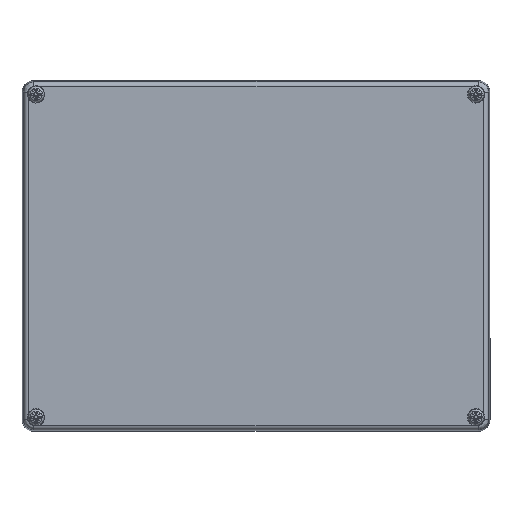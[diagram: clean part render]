
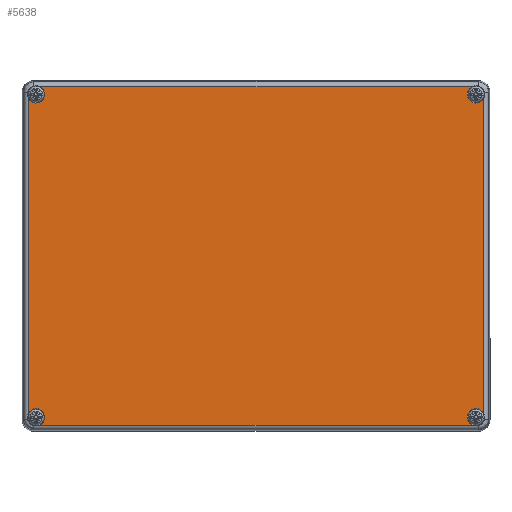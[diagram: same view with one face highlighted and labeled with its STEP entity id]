
A CAD part, top view. The second image highlights one B-rep face of the part: STEP entity #5638.
In plain terms, the highlighted planar face has unit normal (0, 0, 1).
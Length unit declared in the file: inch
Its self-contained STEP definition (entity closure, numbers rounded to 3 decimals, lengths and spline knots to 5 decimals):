
#883 = PLANE ( 'NONE',  #26947 ) ;
#2598 = CARTESIAN_POINT ( 'NONE',  ( 3.83214, -2.65356, 1.5748 ) ) ;
#5638 = ADVANCED_FACE ( 'NONE', ( #6308 ), #883, .F. ) ;
#6308 = FACE_OUTER_BOUND ( 'NONE', #33603, .T. ) ;
#7454 = AXIS2_PLACEMENT_3D ( 'NONE', #25396, #11870, #58647 ) ;
#8374 = VECTOR ( 'NONE', #42552, 39.37008 ) ;
#8439 = CARTESIAN_POINT ( 'NONE',  ( -3.83214, 0., 1.5748 ) ) ;
#9453 = CARTESIAN_POINT ( 'NONE',  ( 0., 2.84789, 1.5748 ) ) ;
#9592 = EDGE_CURVE ( 'NONE', #27355, #57909, #45483, .T. ) ;
#10237 = ORIENTED_EDGE ( 'NONE', *, *, #15111, .F. ) ;
#10335 = VECTOR ( 'NONE', #58933, 39.37008 ) ;
#10533 = DIRECTION ( 'NONE',  ( -1., 0., 0. ) ) ;
#10737 = CARTESIAN_POINT ( 'NONE',  ( -3.70079, 2.71654, 1.5748 ) ) ;
#11870 = DIRECTION ( 'NONE',  ( 0., 0., 1. ) ) ;
#12087 = CARTESIAN_POINT ( 'NONE',  ( -3.63781, -2.84789, 1.5748 ) ) ;
#12293 = VERTEX_POINT ( 'NONE', #24357 ) ;
#12970 = VERTEX_POINT ( 'NONE', #33633 ) ;
#13264 = CARTESIAN_POINT ( 'NONE',  ( -3.70079, -2.71654, 1.5748 ) ) ;
#15111 = EDGE_CURVE ( 'NONE', #23758, #21986, #34461, .T. ) ;
#15618 = DIRECTION ( 'NONE',  ( 0., 0., -1. ) ) ;
#16036 = EDGE_CURVE ( 'NONE', #12293, #12970, #18039, .T. ) ;
#17879 = DIRECTION ( 'NONE',  ( 0., 0., 1. ) ) ;
#18039 = CIRCLE ( 'NONE', #49717, 0.14567 ) ;
#18412 = CIRCLE ( 'NONE', #33247, 0.14567 ) ;
#18625 = ORIENTED_EDGE ( 'NONE', *, *, #23501, .F. ) ;
#19430 = DIRECTION ( 'NONE',  ( -1., 0., 0. ) ) ;
#19985 = CARTESIAN_POINT ( 'NONE',  ( -3.63781, 2.84789, 1.5748 ) ) ;
#20624 = CARTESIAN_POINT ( 'NONE',  ( 0., 0., 1.5748 ) ) ;
#20775 = AXIS2_PLACEMENT_3D ( 'NONE', #10737, #49013, #10533 ) ;
#21986 = VERTEX_POINT ( 'NONE', #24335 ) ;
#23055 = ORIENTED_EDGE ( 'NONE', *, *, #16036, .F. ) ;
#23501 = EDGE_CURVE ( 'NONE', #57909, #12293, #56705, .T. ) ;
#23758 = VERTEX_POINT ( 'NONE', #2598 ) ;
#24335 = CARTESIAN_POINT ( 'NONE',  ( 3.63781, -2.84789, 1.5748 ) ) ;
#24357 = CARTESIAN_POINT ( 'NONE',  ( 3.63781, 2.84789, 1.5748 ) ) ;
#25225 = VERTEX_POINT ( 'NONE', #35486 ) ;
#25396 = CARTESIAN_POINT ( 'NONE',  ( 3.70079, -2.71654, 1.5748 ) ) ;
#26947 = AXIS2_PLACEMENT_3D ( 'NONE', #20624, #15618, #48656 ) ;
#27355 = VERTEX_POINT ( 'NONE', #34161 ) ;
#29886 = EDGE_CURVE ( 'NONE', #12970, #23758, #42786, .T. ) ;
#30320 = ORIENTED_EDGE ( 'NONE', *, *, #49153, .F. ) ;
#30510 = ORIENTED_EDGE ( 'NONE', *, *, #9592, .F. ) ;
#30785 = ORIENTED_EDGE ( 'NONE', *, *, #54391, .F. ) ;
#33247 = AXIS2_PLACEMENT_3D ( 'NONE', #13264, #17879, #41146 ) ;
#33392 = VECTOR ( 'NONE', #55828, 39.37008 ) ;
#33510 = LINE ( 'NONE', #35027, #10335 ) ;
#33603 = EDGE_LOOP ( 'NONE', ( #30320, #10237, #38781, #23055, #18625, #30510, #44889, #30785 ) ) ;
#33633 = CARTESIAN_POINT ( 'NONE',  ( 3.83214, 2.65356, 1.5748 ) ) ;
#34140 = DIRECTION ( 'NONE',  ( 0., 0., 1. ) ) ;
#34161 = CARTESIAN_POINT ( 'NONE',  ( -3.83214, 2.65356, 1.5748 ) ) ;
#34461 = CIRCLE ( 'NONE', #7454, 0.14567 ) ;
#35027 = CARTESIAN_POINT ( 'NONE',  ( 0., -2.84789, 1.5748 ) ) ;
#35486 = CARTESIAN_POINT ( 'NONE',  ( -3.83214, -2.65356, 1.5748 ) ) ;
#35937 = CARTESIAN_POINT ( 'NONE',  ( 3.83214, 0., 1.5748 ) ) ;
#37162 = LINE ( 'NONE', #8439, #33392 ) ;
#38295 = VECTOR ( 'NONE', #41540, 39.37008 ) ;
#38781 = ORIENTED_EDGE ( 'NONE', *, *, #29886, .F. ) ;
#41146 = DIRECTION ( 'NONE',  ( -1., 0., 0. ) ) ;
#41540 = DIRECTION ( 'NONE',  ( 0., -1., 0. ) ) ;
#42552 = DIRECTION ( 'NONE',  ( 1., 0., 0. ) ) ;
#42786 = LINE ( 'NONE', #35937, #38295 ) ;
#42941 = EDGE_CURVE ( 'NONE', #25225, #27355, #37162, .T. ) ;
#44889 = ORIENTED_EDGE ( 'NONE', *, *, #42941, .F. ) ;
#45483 = CIRCLE ( 'NONE', #20775, 0.14567 ) ;
#48110 = CARTESIAN_POINT ( 'NONE',  ( 3.70079, 2.71654, 1.5748 ) ) ;
#48656 = DIRECTION ( 'NONE',  ( -1., 0., 0. ) ) ;
#49013 = DIRECTION ( 'NONE',  ( 0., 0., 1. ) ) ;
#49153 = EDGE_CURVE ( 'NONE', #21986, #56260, #33510, .T. ) ;
#49717 = AXIS2_PLACEMENT_3D ( 'NONE', #48110, #34140, #19430 ) ;
#54391 = EDGE_CURVE ( 'NONE', #56260, #25225, #18412, .T. ) ;
#55828 = DIRECTION ( 'NONE',  ( 0., 1., 0. ) ) ;
#56260 = VERTEX_POINT ( 'NONE', #12087 ) ;
#56705 = LINE ( 'NONE', #9453, #8374 ) ;
#57909 = VERTEX_POINT ( 'NONE', #19985 ) ;
#58647 = DIRECTION ( 'NONE',  ( -1., 0., 0. ) ) ;
#58933 = DIRECTION ( 'NONE',  ( -1., 0., 0. ) ) ;
